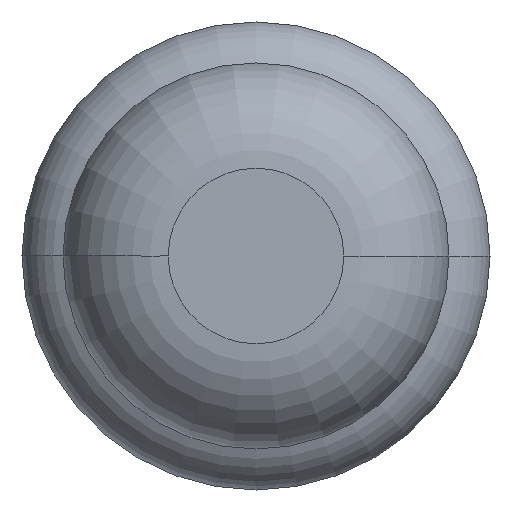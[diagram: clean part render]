
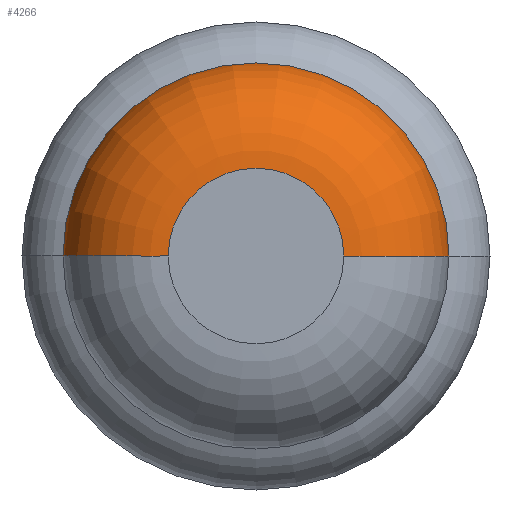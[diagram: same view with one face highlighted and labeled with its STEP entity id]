
A CAD part, front view. The second image highlights one B-rep face of the part: STEP entity #4266.
In plain terms, the highlighted toroidal (fillet/blend) face has major radius 0.375 mm and minor radius 0.45 mm.
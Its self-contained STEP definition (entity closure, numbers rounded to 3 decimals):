
#3 = VERTEX_POINT ( 'NONE', #2096 ) ;
#17 = CARTESIAN_POINT ( 'NONE',  ( -0.375, -31.55, 0. ) ) ;
#103 = AXIS2_PLACEMENT_3D ( 'NONE', #355, #3514, #3560 ) ;
#173 = AXIS2_PLACEMENT_3D ( 'NONE', #3852, #2811, #281 ) ;
#281 = DIRECTION ( 'NONE',  ( 1., 0., 0. ) ) ;
#304 = VERTEX_POINT ( 'NONE', #567 ) ;
#318 = CIRCLE ( 'NONE', #103, 0.825 ) ;
#353 = DIRECTION ( 'NONE',  ( 1., 0., 0. ) ) ;
#355 = CARTESIAN_POINT ( 'NONE',  ( 0., -31.55, 0. ) ) ;
#567 = CARTESIAN_POINT ( 'NONE',  ( 0.375, -32., 0. ) ) ;
#705 = TOROIDAL_SURFACE ( 'NONE', #173, 0.375, 0.45 ) ;
#774 = CARTESIAN_POINT ( 'NONE',  ( 0., -32., 0. ) ) ;
#775 = AXIS2_PLACEMENT_3D ( 'NONE', #17, #2846, #353 ) ;
#1217 = EDGE_CURVE ( 'Defeature ausgef�hrt1_7+Defeature ausgef�hrt1_8+Defeature ausgef�hrt1_8+Defeature ausgef�hrt1_8', #304, #3, #2822, .T. ) ;
#1493 = EDGE_LOOP ( 'NONE', ( #3508, #3925, #3172, #1673 ) ) ;
#1673 = ORIENTED_EDGE ( 'NONE', *, *, #2053, .F. ) ;
#1764 = CIRCLE ( 'NONE', #775, 0.45 ) ;
#1865 = DIRECTION ( 'NONE',  ( 0., -1., 0. ) ) ;
#2053 = EDGE_CURVE ( 'NONE', #3854, #304, #2705, .T. ) ;
#2054 = DIRECTION ( 'NONE',  ( 0., 0., -1. ) ) ;
#2064 = EDGE_CURVE ( 'Defeature ausgef�hrt1_8+Defeature ausgef�hrt1_9+Defeature ausgef�hrt1_9+Defeature ausgef�hrt1_9', #3854, #3888, #318, .T. ) ;
#2084 = CARTESIAN_POINT ( 'NONE',  ( -0.825, -31.55, 0. ) ) ;
#2096 = CARTESIAN_POINT ( 'NONE',  ( -0.375, -32., 0. ) ) ;
#2416 = DIRECTION ( 'NONE',  ( -1., 0., 0. ) ) ;
#2705 = CIRCLE ( 'NONE', #3053, 0.45 ) ;
#2722 = FACE_OUTER_BOUND ( 'NONE', #1493, .T. ) ;
#2811 = DIRECTION ( 'NONE',  ( 0., -1., 0. ) ) ;
#2822 = CIRCLE ( 'NONE', #3698, 0.375 ) ;
#2835 = CARTESIAN_POINT ( 'NONE',  ( 0.825, -31.55, 0. ) ) ;
#2846 = DIRECTION ( 'NONE',  ( 0., 0., 1. ) ) ;
#3053 = AXIS2_PLACEMENT_3D ( 'NONE', #3869, #2054, #2416 ) ;
#3172 = ORIENTED_EDGE ( 'NONE', *, *, #1217, .F. ) ;
#3508 = ORIENTED_EDGE ( 'NONE', *, *, #2064, .T. ) ;
#3514 = DIRECTION ( 'NONE',  ( 0., -1., 0. ) ) ;
#3552 = EDGE_CURVE ( 'NONE', #3888, #3, #1764, .T. ) ;
#3560 = DIRECTION ( 'NONE',  ( 1., 0., 0. ) ) ;
#3698 = AXIS2_PLACEMENT_3D ( 'NONE', #774, #1865, #4090 ) ;
#3852 = CARTESIAN_POINT ( 'NONE',  ( 0., -31.55, 0. ) ) ;
#3854 = VERTEX_POINT ( 'NONE', #2835 ) ;
#3869 = CARTESIAN_POINT ( 'NONE',  ( 0.375, -31.55, 0. ) ) ;
#3888 = VERTEX_POINT ( 'NONE', #2084 ) ;
#3925 = ORIENTED_EDGE ( 'NONE', *, *, #3552, .T. ) ;
#4090 = DIRECTION ( 'NONE',  ( 1., 0., 0. ) ) ;
#4266 = ADVANCED_FACE ( 'Defeature ausgef�hrt1_8', ( #2722 ), #705, .T. ) ;
